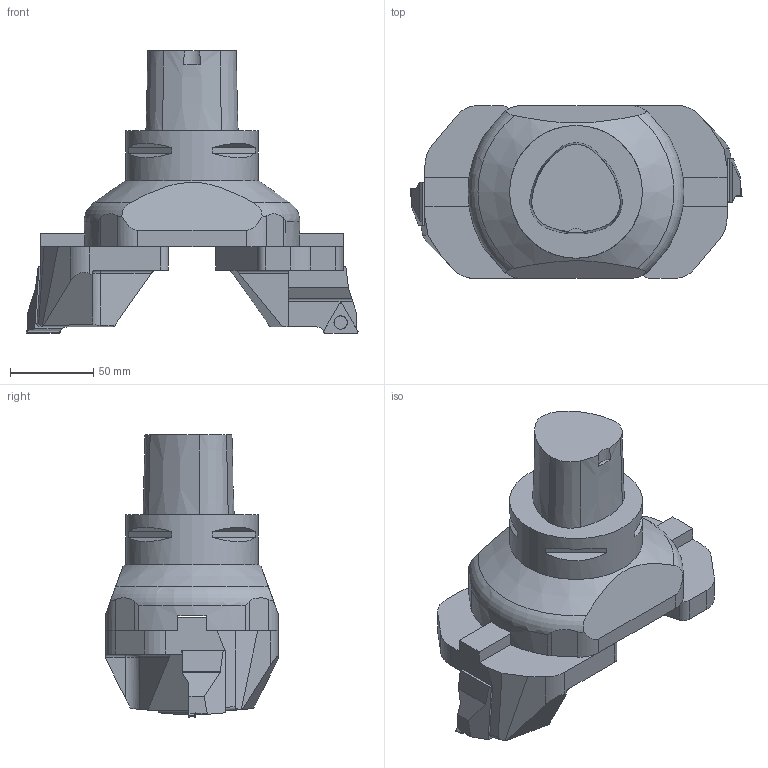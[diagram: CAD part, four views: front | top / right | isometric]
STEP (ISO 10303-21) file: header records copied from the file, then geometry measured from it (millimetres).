
FILE_DESCRIPTION(/* description */ (''),/* implementation_level */ '2;1');
FILE_NAME(/* name */ '1568029254009.stp',/* time_stamp */ '2019-09-09T13:41:00+02:00',/* author */ (''),/* organization */ ('SMS'),/* preprocessor_version */ 'ST-DEVELOPER v16.7',/* originating_system */ 'SIEMENS PLM Software NX 12.0',/* authorisation */ '');
FILE_SCHEMA (('AUTOMOTIVE_DESIGN { 1 0 10303 214 3 1 1 1 }'));
Length unit declared in the file: millimetre
Products named in the file (8): ASSEMBLY_CONSTRUCTION; IsoTurningInsert; 201892303mod000_00; 111169503mod000_01; 111166613mod000_01; 111169322mod000_01; 111164606mod000_01
Assembly tree (9 placements, depth 3):
  111164606mod000_01
    111166613mod000_01
    111169503mod000_01  x2
    111169322mod000_01  x2
      201892303mod000_00
      IsoTurningInsert
      ASSEMBLY_CONSTRUCTION
    ASSEMBLY_CONSTRUCTION
Bounding box: 199.94 x 104 x 170 mm (x, y, z)
Volume: 965414.2 mm3; surface area: 112742 mm2
Topology: 7 solids, 7 shells, 203 faces, 535 edges, 377 vertices
Faces by surface type: plane 130, cylinder 44, cone 17, torus 12
Full cylindrical faces by diameter (mm): 5.5 x4, 80 x1
Entity records: 4568 total; most frequent: CARTESIAN_POINT 823, DIRECTION 690, ORIENTED_EDGE 628, EDGE_CURVE 314, AXIS2_PLACEMENT_3D 249, VERTEX_POINT 212, LINE 192, VECTOR 192
